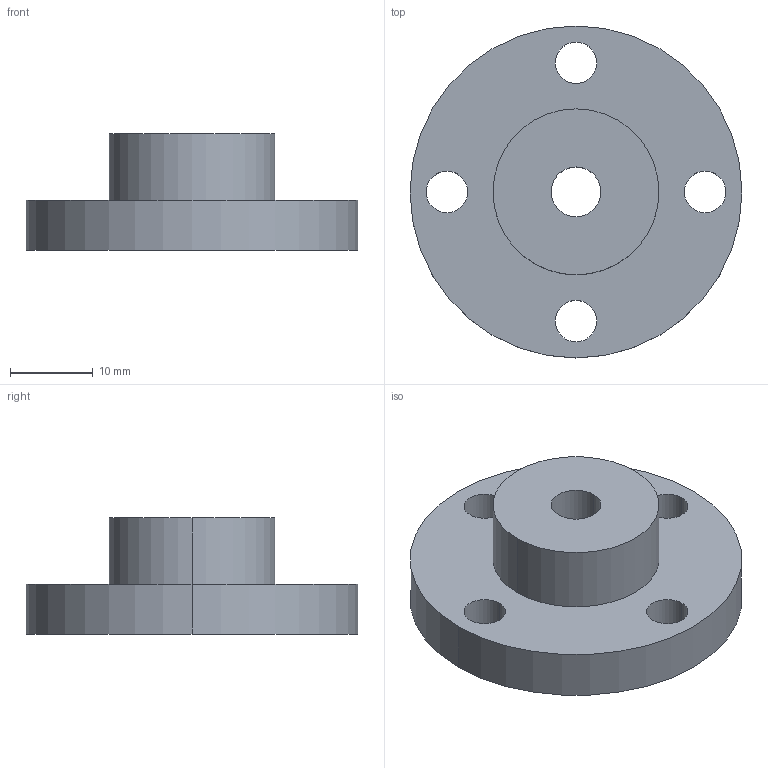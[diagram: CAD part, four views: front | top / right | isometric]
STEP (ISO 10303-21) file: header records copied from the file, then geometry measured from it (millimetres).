
FILE_DESCRIPTION (( 'STEP AP203' ), '1' );
FILE_NAME ('coupleur2_Default_sldprt.STEP', '2018-04-16T08:21:50', ( '' ), ( '' ), 'SwSTEP 2.0', 'SolidWorks 2016', '' );
FILE_SCHEMA (( 'CONFIG_CONTROL_DESIGN' ));
Length unit declared in the file: millimetre
Products named in the file (1): coupleur2_Default_sldprt
Bounding box: 40 x 40 x 14 mm (x, y, z)
Volume: 8870.1 mm3; surface area: 4307.4 mm2
Topology: 1 solids, 1 shells, 22 faces, 54 edges, 36 vertices
Faces by surface type: cylinder 18, plane 4
Entity records: 819 total; most frequent: CARTESIAN_POINT 169, DIRECTION 128, ORIENTED_EDGE 108, AXIS2_PLACEMENT_3D 55, EDGE_CURVE 54, EDGE_LOOP 36, VERTEX_POINT 36, CIRCLE 32
